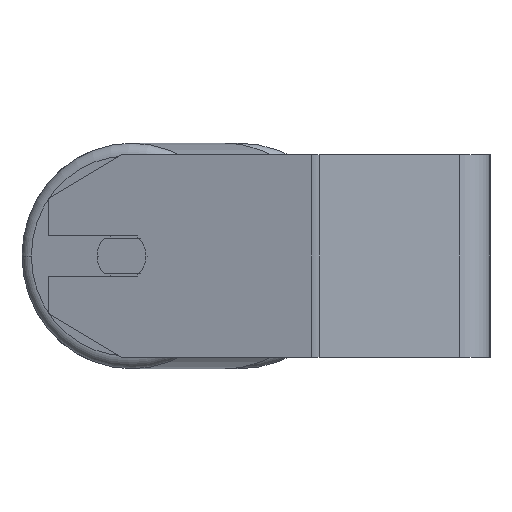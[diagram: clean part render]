
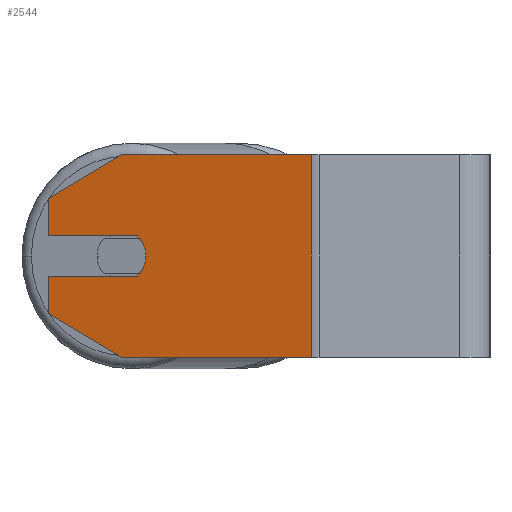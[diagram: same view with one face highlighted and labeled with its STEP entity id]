
A CAD part, left-side view. The second image highlights one B-rep face of the part: STEP entity #2544.
In plain terms, the highlighted planar face has unit normal (-0.966, 0.259, 0).
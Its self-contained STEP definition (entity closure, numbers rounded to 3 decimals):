
#29 = CARTESIAN_POINT ( 'NONE',  ( -284.591, 70.52, 40. ) ) ;
#199 = CARTESIAN_POINT ( 'NONE',  ( -256.769, 174.353, 40. ) ) ;
#212 = CARTESIAN_POINT ( 'NONE',  ( -284.591, 70.52, -40. ) ) ;
#425 = CARTESIAN_POINT ( 'NONE',  ( -266.087, 139.579, 8. ) ) ;
#673 = VECTOR ( 'NONE', #6758, 1000. ) ;
#949 = VECTOR ( 'NONE', #3493, 1000. ) ;
#978 = CARTESIAN_POINT ( 'NONE',  ( -284.591, 70.52, 40. ) ) ;
#1036 = ORIENTED_EDGE ( 'NONE', *, *, #3845, .T. ) ;
#1284 = LINE ( 'NONE', #6622, #7467 ) ;
#1359 = CARTESIAN_POINT ( 'NONE',  ( -264.534, 145.375, 0. ) ) ;
#1410 = CARTESIAN_POINT ( 'NONE',  ( -256.769, 174.353, -8. ) ) ;
#1413 = DIRECTION ( 'NONE',  ( -0.259, -0.966, 0. ) ) ;
#1526 = VECTOR ( 'NONE', #2925, 1000. ) ;
#1589 = VERTEX_POINT ( 'NONE', #6277 ) ;
#1611 = VERTEX_POINT ( 'NONE', #978 ) ;
#1766 = VECTOR ( 'NONE', #7366, 1000. ) ;
#1803 = AXIS2_PLACEMENT_3D ( 'NONE', #1359, #4007, #1413 ) ;
#1835 = EDGE_CURVE ( 'NONE', #7373, #1589, #1908, .T. ) ;
#1908 = CIRCLE ( 'NONE', #3320, 10. ) ;
#1994 = EDGE_CURVE ( 'NONE', #4297, #3319, #2678, .T. ) ;
#2168 = CARTESIAN_POINT ( 'NONE',  ( -264.534, 145.375, 40. ) ) ;
#2198 = DIRECTION ( 'NONE',  ( -0.259, -0.966, 0. ) ) ;
#2222 = LINE ( 'NONE', #4923, #2921 ) ;
#2295 = EDGE_CURVE ( 'NONE', #1589, #2714, #3870, .T. ) ;
#2399 = CARTESIAN_POINT ( 'NONE',  ( -256.769, 174.353, 8. ) ) ;
#2506 = CARTESIAN_POINT ( 'NONE',  ( -264.534, 145.375, 0. ) ) ;
#2542 = CARTESIAN_POINT ( 'NONE',  ( -264.534, 145.375, -40. ) ) ;
#2544 = ADVANCED_FACE ( 'NONE', ( #6254 ), #2850, .F. ) ;
#2678 = LINE ( 'NONE', #5285, #1766 ) ;
#2714 = VERTEX_POINT ( 'NONE', #2399 ) ;
#2761 = CARTESIAN_POINT ( 'NONE',  ( -256.769, 174.353, 40. ) ) ;
#2843 = VERTEX_POINT ( 'NONE', #6671 ) ;
#2850 = PLANE ( 'NONE',  #8686 ) ;
#2921 = VECTOR ( 'NONE', #3103, 1000. ) ;
#2925 = DIRECTION ( 'NONE',  ( -0.259, -0.966, 0. ) ) ;
#2964 = EDGE_CURVE ( 'NONE', #4297, #6230, #2222, .T. ) ;
#3103 = DIRECTION ( 'NONE',  ( 0., 0., -1. ) ) ;
#3118 = ORIENTED_EDGE ( 'NONE', *, *, #1835, .F. ) ;
#3242 = VERTEX_POINT ( 'NONE', #212 ) ;
#3245 = ORIENTED_EDGE ( 'NONE', *, *, #5060, .T. ) ;
#3246 = CARTESIAN_POINT ( 'NONE',  ( -267.122, 135.716, 0. ) ) ;
#3265 = DIRECTION ( 'NONE',  ( -0.966, 0.259, 0. ) ) ;
#3319 = VERTEX_POINT ( 'NONE', #8358 ) ;
#3320 = AXIS2_PLACEMENT_3D ( 'NONE', #2506, #3265, #4455 ) ;
#3493 = DIRECTION ( 'NONE',  ( 0., 0., -1. ) ) ;
#3605 = ORIENTED_EDGE ( 'NONE', *, *, #8240, .F. ) ;
#3644 = DIRECTION ( 'NONE',  ( 0.966, -0.259, 0. ) ) ;
#3806 = LINE ( 'NONE', #6503, #673 ) ;
#3845 = EDGE_CURVE ( 'NONE', #7782, #2843, #3806, .T. ) ;
#3870 = LINE ( 'NONE', #425, #7730 ) ;
#4007 = DIRECTION ( 'NONE',  ( -0.966, 0.259, 0. ) ) ;
#4297 = VERTEX_POINT ( 'NONE', #1410 ) ;
#4455 = DIRECTION ( 'NONE',  ( -0.259, -0.966, 0. ) ) ;
#4740 = VERTEX_POINT ( 'NONE', #2542 ) ;
#4771 = ORIENTED_EDGE ( 'NONE', *, *, #2964, .T. ) ;
#4828 = EDGE_CURVE ( 'NONE', #4740, #3242, #6328, .T. ) ;
#4868 = LINE ( 'NONE', #5527, #949 ) ;
#4923 = CARTESIAN_POINT ( 'NONE',  ( -256.769, 174.353, 40. ) ) ;
#5006 = ORIENTED_EDGE ( 'NONE', *, *, #1994, .F. ) ;
#5047 = CARTESIAN_POINT ( 'NONE',  ( -256.769, 174.353, -40. ) ) ;
#5049 = CIRCLE ( 'NONE', #1803, 10. ) ;
#5060 = EDGE_CURVE ( 'NONE', #2843, #2714, #4868, .T. ) ;
#5285 = CARTESIAN_POINT ( 'NONE',  ( -266.087, 139.579, -8. ) ) ;
#5433 = EDGE_CURVE ( 'NONE', #3319, #7373, #5049, .T. ) ;
#5527 = CARTESIAN_POINT ( 'NONE',  ( -256.769, 174.353, 40. ) ) ;
#5595 = LINE ( 'NONE', #2761, #8065 ) ;
#6230 = VERTEX_POINT ( 'NONE', #6368 ) ;
#6254 = FACE_OUTER_BOUND ( 'NONE', #8597, .T. ) ;
#6261 = LINE ( 'NONE', #29, #7928 ) ;
#6277 = CARTESIAN_POINT ( 'NONE',  ( -266.087, 139.579, 8. ) ) ;
#6328 = LINE ( 'NONE', #5047, #1526 ) ;
#6368 = CARTESIAN_POINT ( 'NONE',  ( -256.769, 174.353, -22.679 ) ) ;
#6405 = EDGE_CURVE ( 'NONE', #6230, #4740, #1284, .T. ) ;
#6503 = CARTESIAN_POINT ( 'NONE',  ( -256.769, 174.353, 22.679 ) ) ;
#6622 = CARTESIAN_POINT ( 'NONE',  ( -264.534, 145.375, -40. ) ) ;
#6671 = CARTESIAN_POINT ( 'NONE',  ( -256.769, 174.353, 22.679 ) ) ;
#6672 = ORIENTED_EDGE ( 'NONE', *, *, #2295, .F. ) ;
#6758 = DIRECTION ( 'NONE',  ( 0.224, 0.837, -0.5 ) ) ;
#6833 = DIRECTION ( 'NONE',  ( 0., 0., -1. ) ) ;
#6979 = ORIENTED_EDGE ( 'NONE', *, *, #6405, .T. ) ;
#7078 = ORIENTED_EDGE ( 'NONE', *, *, #8320, .F. ) ;
#7099 = DIRECTION ( 'NONE',  ( 0.259, 0.966, 0. ) ) ;
#7366 = DIRECTION ( 'NONE',  ( -0.259, -0.966, 0. ) ) ;
#7373 = VERTEX_POINT ( 'NONE', #3246 ) ;
#7467 = VECTOR ( 'NONE', #8672, 1000. ) ;
#7730 = VECTOR ( 'NONE', #7099, 1000. ) ;
#7782 = VERTEX_POINT ( 'NONE', #2168 ) ;
#7928 = VECTOR ( 'NONE', #6833, 1000. ) ;
#8065 = VECTOR ( 'NONE', #2198, 1000. ) ;
#8213 = DIRECTION ( 'NONE',  ( 0.259, 0.966, 0. ) ) ;
#8240 = EDGE_CURVE ( 'NONE', #1611, #3242, #6261, .T. ) ;
#8320 = EDGE_CURVE ( 'NONE', #7782, #1611, #5595, .T. ) ;
#8323 = ORIENTED_EDGE ( 'NONE', *, *, #4828, .T. ) ;
#8358 = CARTESIAN_POINT ( 'NONE',  ( -266.087, 139.579, -8. ) ) ;
#8571 = ORIENTED_EDGE ( 'NONE', *, *, #5433, .F. ) ;
#8597 = EDGE_LOOP ( 'NONE', ( #8571, #5006, #4771, #6979, #8323, #3605, #7078, #1036, #3245, #6672, #3118 ) ) ;
#8672 = DIRECTION ( 'NONE',  ( -0.224, -0.837, -0.5 ) ) ;
#8686 = AXIS2_PLACEMENT_3D ( 'NONE', #199, #3644, #8213 ) ;
